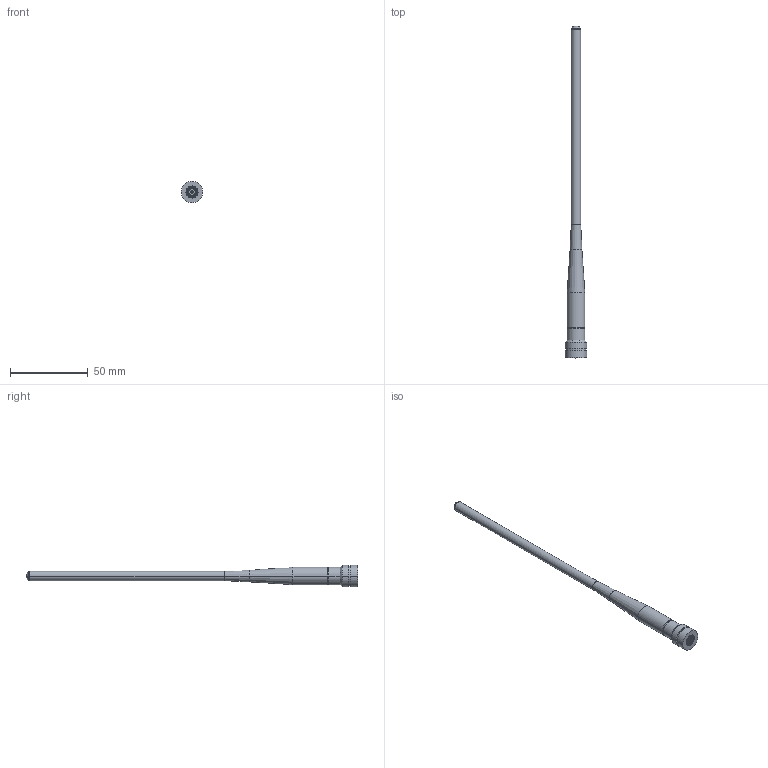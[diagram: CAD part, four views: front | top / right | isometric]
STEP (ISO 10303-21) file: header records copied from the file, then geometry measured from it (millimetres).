
FILE_DESCRIPTION (( 'STEP AP214' ), '1' );
FILE_NAME ('FMANRBD1023_3D.step', '2023-03-06T14:45:52', ( '' ), ( '' ), 'SwSTEP 2.0', 'SolidWorks 2022', '' );
FILE_SCHEMA (( 'AUTOMOTIVE_DESIGN' ));
Length unit declared in the file: inch
Products named in the file (6): 1AB01-024_默认; 1AB01-024-MA1_默认; LCANRBD1023; 1AB01-024; 1AB01-024-MA2_默认; FMANRBD1023_3D
Assembly tree (5 placements, depth 3):
  FMANRBD1023_3D
    LCANRBD1023
    1AB01-024
      1AB01-024_默认
      1AB01-024-MA1_默认
      1AB01-024-MA2_默认
Bounding box: 13.8 x 213 x 13.8 mm (x, y, z)
Volume: 11197.6 mm3; surface area: 6878.5 mm2
Topology: 4 solids, 4 shells, 1014 faces, 2137 edges, 1144 vertices
Faces by surface type: bspline 660, cylinder 219, cone 58, plane 57, torus 18, sphere 2
Entity records: 35806 total; most frequent: CARTESIAN_POINT 21236, ORIENTED_EDGE 4270, EDGE_CURVE 2135, DIRECTION 1413, VERTEX_POINT 1144, EDGE_LOOP 1035, FACE_OUTER_BOUND 1014, ADVANCED_FACE 1014
